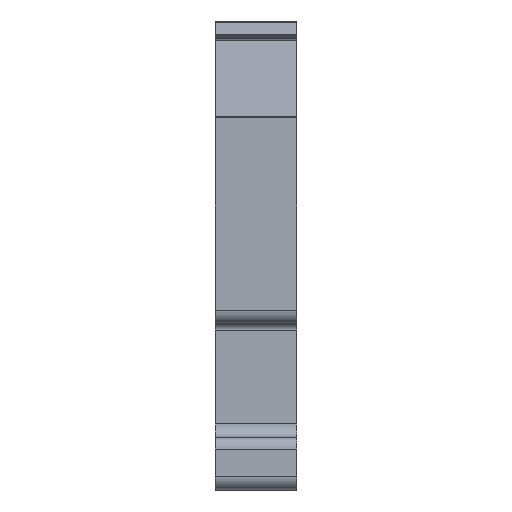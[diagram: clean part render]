
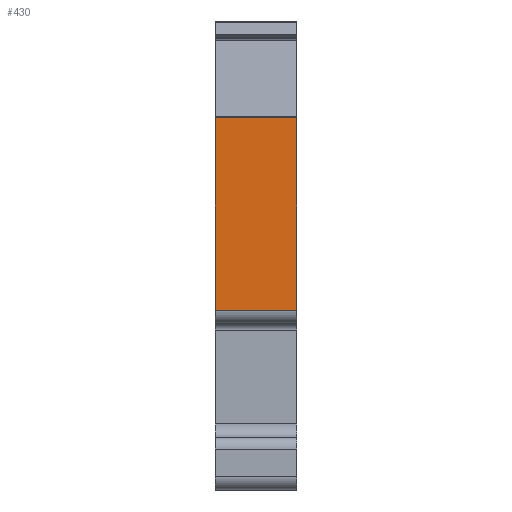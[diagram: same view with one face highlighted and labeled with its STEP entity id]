
A CAD part, left-side view. The second image highlights one B-rep face of the part: STEP entity #430.
In plain terms, the highlighted planar face has unit normal (-1, 0, 0).
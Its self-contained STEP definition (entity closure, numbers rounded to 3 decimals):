
#430 = ADVANCED_FACE( '', ( #895 ), #896, .T. );
#895 = FACE_OUTER_BOUND( '', #1387, .T. );
#896 = PLANE( '', #1388 );
#1387 = EDGE_LOOP( '', ( #2655, #2656, #2657, #2658 ) );
#1388 = AXIS2_PLACEMENT_3D( '', #2659, #2660, #2661 );
#2655 = ORIENTED_EDGE( '', *, *, #3268, .T. );
#2656 = ORIENTED_EDGE( '', *, *, #3597, .T. );
#2657 = ORIENTED_EDGE( '', *, *, #3598, .F. );
#2658 = ORIENTED_EDGE( '', *, *, #3322, .F. );
#2659 = CARTESIAN_POINT( '', ( -43.65, 0., -4.775 ) );
#2660 = DIRECTION( '', ( -1., 0., 0. ) );
#2661 = DIRECTION( '', ( 0., 0., 1. ) );
#3268 = EDGE_CURVE( '', #4045, #4043, #4046, .F. );
#3322 = EDGE_CURVE( '', #4045, #4131, #4132, .T. );
#3597 = EDGE_CURVE( '', #4043, #4511, #4512, .T. );
#3598 = EDGE_CURVE( '', #4131, #4511, #4513, .T. );
#4043 = VERTEX_POINT( '', #5108 );
#4045 = VERTEX_POINT( '', #5110 );
#4046 = LINE( '', #5111, #5112 );
#4131 = VERTEX_POINT( '', #5236 );
#4132 = LINE( '', #5237, #5238 );
#4511 = VERTEX_POINT( '', #5782 );
#4512 = LINE( '', #5783, #5784 );
#4513 = LINE( '', #5785, #5786 );
#5108 = CARTESIAN_POINT( '', ( -43.65, 0., -4.775 ) );
#5110 = CARTESIAN_POINT( '', ( -43.65, 0., 9.776 ) );
#5111 = CARTESIAN_POINT( '', ( -43.65, 0., -4.775 ) );
#5112 = VECTOR( '', #6146, 1000. );
#5236 = CARTESIAN_POINT( '', ( -43.65, -6.15, 9.776 ) );
#5237 = CARTESIAN_POINT( '', ( -43.65, 0., 9.776 ) );
#5238 = VECTOR( '', #6210, 1000. );
#5782 = CARTESIAN_POINT( '', ( -43.65, -6.15, -4.775 ) );
#5783 = CARTESIAN_POINT( '', ( -43.65, 0., -4.775 ) );
#5784 = VECTOR( '', #6457, 1000. );
#5785 = CARTESIAN_POINT( '', ( -43.65, -6.15, 9.757 ) );
#5786 = VECTOR( '', #6458, 1000. );
#6146 = DIRECTION( '', ( 0., 0., 1. ) );
#6210 = DIRECTION( '', ( 0., -1., 0. ) );
#6457 = DIRECTION( '', ( 0., -1., 0. ) );
#6458 = DIRECTION( '', ( 0., 0., -1. ) );
